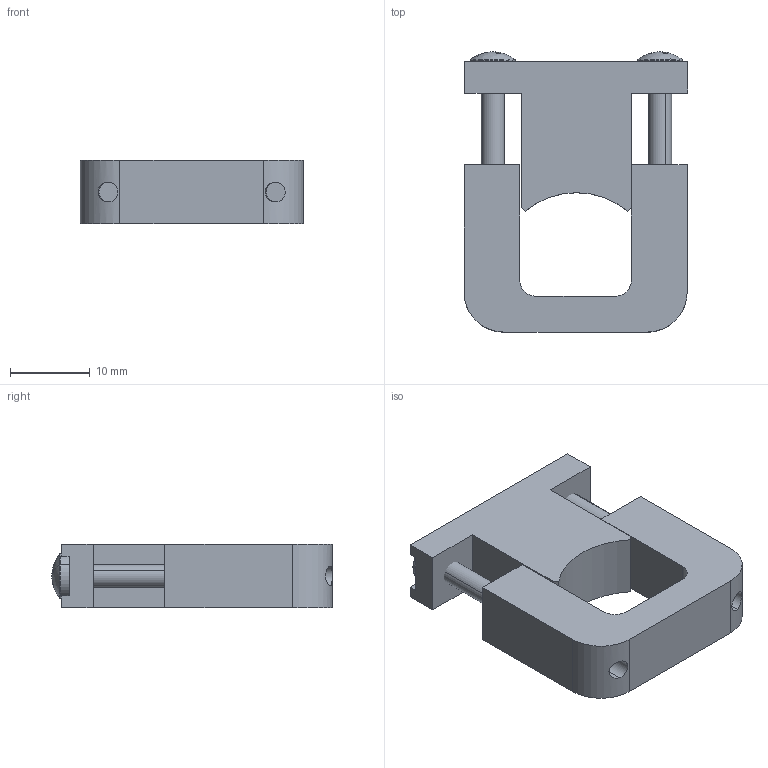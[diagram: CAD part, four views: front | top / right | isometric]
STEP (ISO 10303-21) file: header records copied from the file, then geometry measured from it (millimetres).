
FILE_DESCRIPTION (( 'STEP AP214' ), '1' );
FILE_NAME ('61288790.stp', '2016-04-29T12:51:05', ( '' ), ( '' ), 'SwSTEP 2.0', 'SolidWorks 2014', '' );
FILE_SCHEMA (( 'AUTOMOTIVE_DESIGN' ));
Length unit declared in the file: millimetre
Products named in the file (4): 61288790; P_42917A_1_Standard; P_42918A_1_Standard; 016783_Standard
Assembly tree (4 placements, depth 2):
  61288790
    P_42917A_1_Standard
    P_42918A_1_Standard
    016783_Standard  x2
Bounding box: 28.1 x 35.19 x 8 mm (x, y, z)
Volume: 5132.9 mm3; surface area: 3906 mm2
Topology: 4 solids, 4 shells, 114 faces, 250 edges, 146 vertices
Faces by surface type: plane 85, cylinder 17, cone 4, torus 4, sphere 4
Entity records: 2296 total; most frequent: CARTESIAN_POINT 438, DIRECTION 372, ORIENTED_EDGE 340, EDGE_CURVE 170, AXIS2_PLACEMENT_3D 125, VECTOR 122, LINE 122, VERTEX_POINT 103
